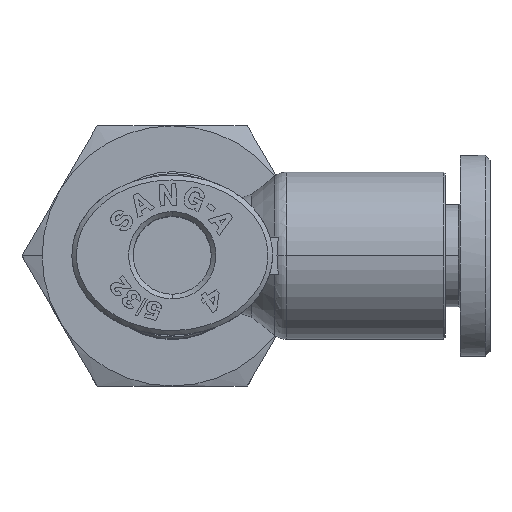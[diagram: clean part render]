
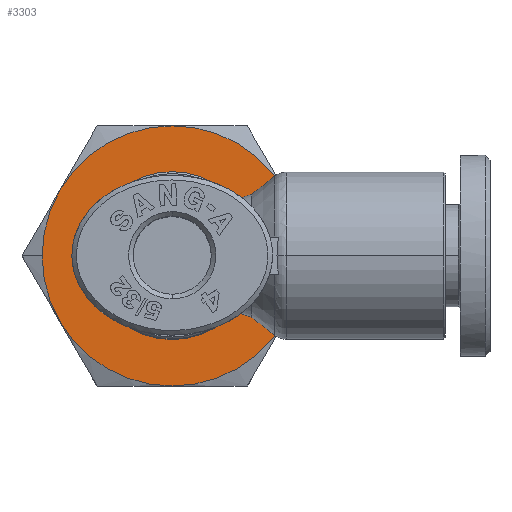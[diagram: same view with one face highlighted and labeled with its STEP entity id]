
A CAD part, top view. The second image highlights one B-rep face of the part: STEP entity #3303.
In plain terms, the highlighted planar face has unit normal (0, 0, 1).
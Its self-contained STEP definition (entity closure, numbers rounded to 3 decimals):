
#2631=CARTESIAN_POINT('',(-12.3,0.,-4.8));
#2632=VERTEX_POINT('',#2631);
#2641=CARTESIAN_POINT('',(-11.362,3.5,-4.8));
#2642=VERTEX_POINT('',#2641);
#2643=CARTESIAN_POINT('',(-5.3,0.,-4.8));
#2644=DIRECTION('',(0.0,0.0,1.0));
#2645=DIRECTION('',(1.0,0.0,0.0));
#2646=AXIS2_PLACEMENT_3D('',#2643,#2644,#2645);
#2647=CIRCLE('',#2646,7.);
#2648=EDGE_CURVE('',#2642,#2632,#2647,.T.);
#2673=CARTESIAN_POINT('',(1.7,0.,-4.8));
#2674=VERTEX_POINT('',#2673);
#2681=CARTESIAN_POINT('',(0.762,3.5,-4.8));
#2682=VERTEX_POINT('',#2681);
#2696=CARTESIAN_POINT('',(-5.3,0.,-4.8));
#2697=DIRECTION('',(0.0,0.0,1.0));
#2698=DIRECTION('',(1.0,0.0,0.0));
#2699=AXIS2_PLACEMENT_3D('',#2696,#2697,#2698);
#2700=CIRCLE('',#2699,7.);
#2701=EDGE_CURVE('',#2674,#2682,#2700,.T.);
#2951=CARTESIAN_POINT('',(-0.799,0.,-4.8));
#2952=VERTEX_POINT('',#2951);
#2961=CARTESIAN_POINT('',(-9.801,0.,-4.8));
#2962=VERTEX_POINT('',#2961);
#2970=CARTESIAN_POINT('',(-5.3,0.,-4.8));
#2971=DIRECTION('',(0.0,0.0,1.0));
#2972=DIRECTION('',(-1.0,0.0,0.0));
#2973=AXIS2_PLACEMENT_3D('',#2970,#2971,#2972);
#2974=CIRCLE('',#2973,4.501);
#2975=EDGE_CURVE('',#2962,#2952,#2974,.T.);
#3204=CARTESIAN_POINT('',(-5.3,0.,-4.8));
#3205=DIRECTION('',(0.0,0.0,1.0));
#3206=DIRECTION('',(-1.0,0.0,0.0));
#3207=AXIS2_PLACEMENT_3D('',#3204,#3205,#3206);
#3208=CIRCLE('',#3207,4.501);
#3209=EDGE_CURVE('',#2952,#2962,#3208,.T.);
#3240=CARTESIAN_POINT('',(-5.3,0.,-4.8));
#3241=DIRECTION('',(0.0,0.0,-1.0));
#3242=DIRECTION('',(-1.0,0.0,0.0));
#3243=AXIS2_PLACEMENT_3D('',#3240,#3241,#3242);
#3244=PLANE('',#3243);
#3245=ORIENTED_EDGE('',*,*,#2648,.T.);
#3246=CARTESIAN_POINT('',(-11.362,-3.5,-4.8));
#3247=VERTEX_POINT('',#3246);
#3248=CARTESIAN_POINT('',(-5.3,0.,-4.8));
#3249=DIRECTION('',(0.0,0.0,1.0));
#3250=DIRECTION('',(1.0,0.0,0.0));
#3251=AXIS2_PLACEMENT_3D('',#3248,#3249,#3250);
#3252=CIRCLE('',#3251,7.);
#3253=EDGE_CURVE('',#2632,#3247,#3252,.T.);
#3254=ORIENTED_EDGE('',*,*,#3253,.T.);
#3255=CARTESIAN_POINT('',(-5.3,-7.,-4.8));
#3256=VERTEX_POINT('',#3255);
#3257=CARTESIAN_POINT('',(-5.3,0.,-4.8));
#3258=DIRECTION('',(0.0,0.0,1.0));
#3259=DIRECTION('',(1.0,0.0,0.0));
#3260=AXIS2_PLACEMENT_3D('',#3257,#3258,#3259);
#3261=CIRCLE('',#3260,7.);
#3262=EDGE_CURVE('',#3247,#3256,#3261,.T.);
#3263=ORIENTED_EDGE('',*,*,#3262,.T.);
#3264=CARTESIAN_POINT('',(0.762,-3.5,-4.8));
#3265=VERTEX_POINT('',#3264);
#3266=CARTESIAN_POINT('',(-5.3,0.,-4.8));
#3267=DIRECTION('',(0.0,0.0,1.0));
#3268=DIRECTION('',(1.0,0.0,0.0));
#3269=AXIS2_PLACEMENT_3D('',#3266,#3267,#3268);
#3270=CIRCLE('',#3269,7.);
#3271=EDGE_CURVE('',#3256,#3265,#3270,.T.);
#3272=ORIENTED_EDGE('',*,*,#3271,.T.);
#3273=CARTESIAN_POINT('',(-5.3,0.,-4.8));
#3274=DIRECTION('',(0.0,0.0,1.0));
#3275=DIRECTION('',(1.0,0.0,0.0));
#3276=AXIS2_PLACEMENT_3D('',#3273,#3274,#3275);
#3277=CIRCLE('',#3276,7.);
#3278=EDGE_CURVE('',#3265,#2674,#3277,.T.);
#3279=ORIENTED_EDGE('',*,*,#3278,.T.);
#3280=ORIENTED_EDGE('',*,*,#2701,.T.);
#3281=CARTESIAN_POINT('',(-5.3,7.,-4.8));
#3282=VERTEX_POINT('',#3281);
#3283=CARTESIAN_POINT('',(-5.3,0.,-4.8));
#3284=DIRECTION('',(0.0,0.0,1.0));
#3285=DIRECTION('',(1.0,0.0,0.0));
#3286=AXIS2_PLACEMENT_3D('',#3283,#3284,#3285);
#3287=CIRCLE('',#3286,7.);
#3288=EDGE_CURVE('',#2682,#3282,#3287,.T.);
#3289=ORIENTED_EDGE('',*,*,#3288,.T.);
#3290=CARTESIAN_POINT('',(-5.3,0.,-4.8));
#3291=DIRECTION('',(0.0,0.0,1.0));
#3292=DIRECTION('',(1.0,0.0,0.0));
#3293=AXIS2_PLACEMENT_3D('',#3290,#3291,#3292);
#3294=CIRCLE('',#3293,7.);
#3295=EDGE_CURVE('',#3282,#2642,#3294,.T.);
#3296=ORIENTED_EDGE('',*,*,#3295,.T.);
#3297=EDGE_LOOP('',(#3245,#3254,#3263,#3272,#3279,#3280,#3289,#3296));
#3298=FACE_OUTER_BOUND('',#3297,.T.);
#3299=ORIENTED_EDGE('',*,*,#3209,.F.);
#3300=ORIENTED_EDGE('',*,*,#2975,.F.);
#3301=EDGE_LOOP('',(#3299,#3300));
#3302=FACE_BOUND('',#3301,.T.);
#3303=ADVANCED_FACE('',(#3298,#3302),#3244,.F.);
